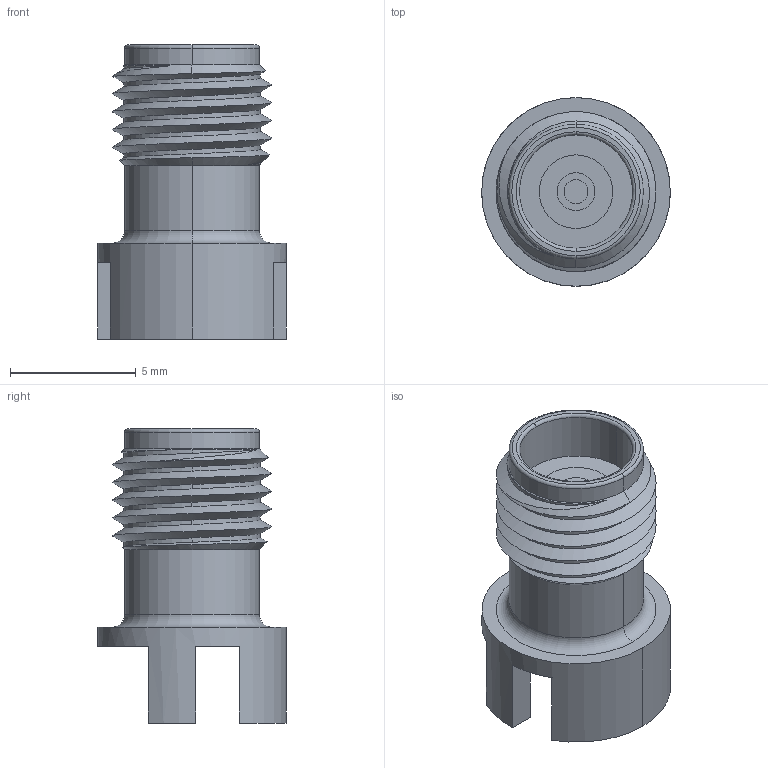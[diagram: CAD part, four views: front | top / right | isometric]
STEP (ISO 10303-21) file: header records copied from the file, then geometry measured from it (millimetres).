
FILE_DESCRIPTION (( 'STEP AP214' ), '1' );
FILE_NAME ('145-0701-841.STEP', '2021-02-28T07:25:37', ( '' ), ( '' ), 'SwSTEP 2.0', 'SolidWorks 2018', '' );
FILE_SCHEMA (( 'AUTOMOTIVE_DESIGN' ));
Length unit declared in the file: millimetre
Products named in the file (1): 145-0701-841
Bounding box: 7.49 x 7.49 x 11.68 mm (x, y, z)
Volume: 228.1 mm3; surface area: 433.4 mm2
Topology: 3 solids, 3 shells, 94 faces, 216 edges, 134 vertices
Faces by surface type: cylinder 56, plane 23, torus 8, cone 4, bspline 3
Entity records: 3722 total; most frequent: CARTESIAN_POINT 1456, ORIENTED_EDGE 432, DIRECTION 414, EDGE_CURVE 216, AXIS2_PLACEMENT_3D 165, VERTEX_POINT 134, EDGE_LOOP 104, ADVANCED_FACE 94
